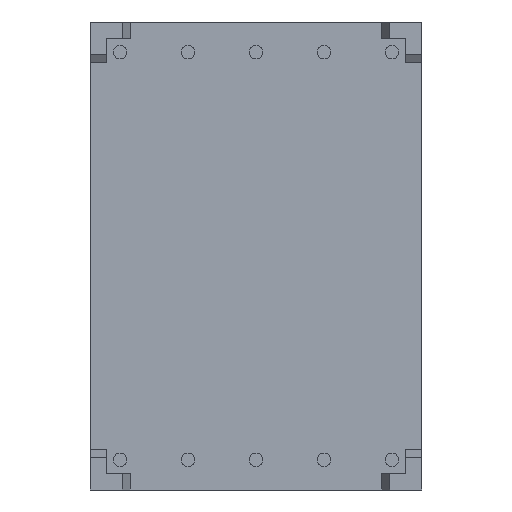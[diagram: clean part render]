
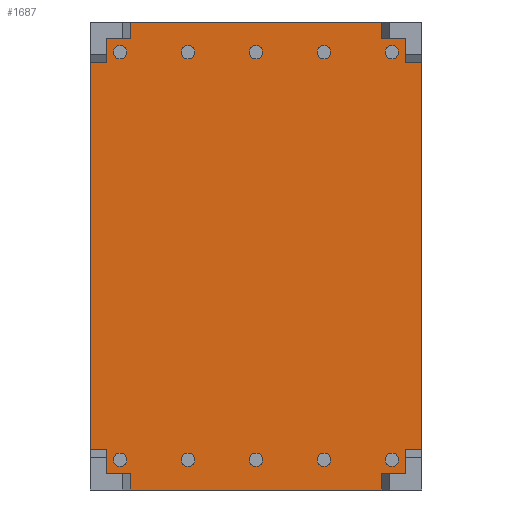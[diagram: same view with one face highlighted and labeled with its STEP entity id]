
A CAD part, front view. The second image highlights one B-rep face of the part: STEP entity #1687.
In plain terms, the highlighted planar face has unit normal (0, -1, 0).
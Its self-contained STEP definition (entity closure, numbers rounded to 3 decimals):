
#88=FACE_OUTER_BOUND('',#203,.T.);
#203=EDGE_LOOP('',(#1134,#1135,#1136,#1137,#1138,#1139,#1140,#1141,#1142,
#1143,#1144,#1145,#1146,#1147,#1148,#1149,#1150,#1151,#1152,#1153));
#316=LINE('',#2459,#525);
#321=LINE('',#2468,#530);
#328=LINE('',#2484,#537);
#330=LINE('',#2488,#539);
#331=LINE('',#2489,#540);
#332=LINE('',#2491,#541);
#333=LINE('',#2493,#542);
#334=LINE('',#2495,#543);
#335=LINE('',#2497,#544);
#336=LINE('',#2499,#545);
#337=LINE('',#2501,#546);
#338=LINE('',#2503,#547);
#339=LINE('',#2505,#548);
#340=LINE('',#2507,#549);
#341=LINE('',#2509,#550);
#342=LINE('',#2511,#551);
#343=LINE('',#2513,#552);
#344=LINE('',#2515,#553);
#345=LINE('',#2517,#554);
#346=LINE('',#2518,#555);
#525=VECTOR('',#1973,10.);
#530=VECTOR('',#1980,10.);
#537=VECTOR('',#1989,10.);
#539=VECTOR('',#1993,10.);
#540=VECTOR('',#1994,10.);
#541=VECTOR('',#1995,10.);
#542=VECTOR('',#1996,10.);
#543=VECTOR('',#1997,10.);
#544=VECTOR('',#1998,10.);
#545=VECTOR('',#1999,10.);
#546=VECTOR('',#2000,10.);
#547=VECTOR('',#2001,10.);
#548=VECTOR('',#2002,10.);
#549=VECTOR('',#2003,10.);
#550=VECTOR('',#2004,10.);
#551=VECTOR('',#2005,10.);
#552=VECTOR('',#2006,10.);
#553=VECTOR('',#2007,10.);
#554=VECTOR('',#2008,10.);
#555=VECTOR('',#2009,10.);
#733=VERTEX_POINT('',#2455);
#735=VERTEX_POINT('',#2458);
#737=VERTEX_POINT('',#2464);
#745=VERTEX_POINT('',#2481);
#746=VERTEX_POINT('',#2483);
#747=VERTEX_POINT('',#2487);
#748=VERTEX_POINT('',#2490);
#749=VERTEX_POINT('',#2492);
#750=VERTEX_POINT('',#2494);
#751=VERTEX_POINT('',#2496);
#752=VERTEX_POINT('',#2498);
#753=VERTEX_POINT('',#2500);
#754=VERTEX_POINT('',#2502);
#755=VERTEX_POINT('',#2504);
#756=VERTEX_POINT('',#2506);
#757=VERTEX_POINT('',#2508);
#758=VERTEX_POINT('',#2510);
#759=VERTEX_POINT('',#2512);
#760=VERTEX_POINT('',#2514);
#761=VERTEX_POINT('',#2516);
#888=EDGE_CURVE('',#735,#733,#316,.T.);
#893=EDGE_CURVE('',#737,#735,#321,.T.);
#900=EDGE_CURVE('',#746,#745,#328,.T.);
#902=EDGE_CURVE('',#733,#747,#330,.T.);
#903=EDGE_CURVE('',#747,#746,#331,.T.);
#904=EDGE_CURVE('',#745,#748,#332,.T.);
#905=EDGE_CURVE('',#748,#749,#333,.T.);
#906=EDGE_CURVE('',#749,#750,#334,.T.);
#907=EDGE_CURVE('',#750,#751,#335,.T.);
#908=EDGE_CURVE('',#751,#752,#336,.T.);
#909=EDGE_CURVE('',#752,#753,#337,.T.);
#910=EDGE_CURVE('',#753,#754,#338,.T.);
#911=EDGE_CURVE('',#754,#755,#339,.T.);
#912=EDGE_CURVE('',#755,#756,#340,.T.);
#913=EDGE_CURVE('',#756,#757,#341,.T.);
#914=EDGE_CURVE('',#757,#758,#342,.T.);
#915=EDGE_CURVE('',#758,#759,#343,.T.);
#916=EDGE_CURVE('',#759,#760,#344,.T.);
#917=EDGE_CURVE('',#760,#761,#345,.T.);
#918=EDGE_CURVE('',#761,#737,#346,.T.);
#1134=ORIENTED_EDGE('',*,*,#893,.T.);
#1135=ORIENTED_EDGE('',*,*,#888,.T.);
#1136=ORIENTED_EDGE('',*,*,#902,.T.);
#1137=ORIENTED_EDGE('',*,*,#903,.T.);
#1138=ORIENTED_EDGE('',*,*,#900,.T.);
#1139=ORIENTED_EDGE('',*,*,#904,.T.);
#1140=ORIENTED_EDGE('',*,*,#905,.T.);
#1141=ORIENTED_EDGE('',*,*,#906,.T.);
#1142=ORIENTED_EDGE('',*,*,#907,.T.);
#1143=ORIENTED_EDGE('',*,*,#908,.T.);
#1144=ORIENTED_EDGE('',*,*,#909,.T.);
#1145=ORIENTED_EDGE('',*,*,#910,.T.);
#1146=ORIENTED_EDGE('',*,*,#911,.T.);
#1147=ORIENTED_EDGE('',*,*,#912,.T.);
#1148=ORIENTED_EDGE('',*,*,#913,.T.);
#1149=ORIENTED_EDGE('',*,*,#914,.T.);
#1150=ORIENTED_EDGE('',*,*,#915,.T.);
#1151=ORIENTED_EDGE('',*,*,#916,.T.);
#1152=ORIENTED_EDGE('',*,*,#917,.T.);
#1153=ORIENTED_EDGE('',*,*,#918,.T.);
#1583=PLANE('',#1834);
#1687=ADVANCED_FACE('',(#88),#1583,.F.);
#1834=AXIS2_PLACEMENT_3D('',#2486,#1991,#1992);
#1973=DIRECTION('',(0.,0.,1.));
#1980=DIRECTION('',(-1.,0.,0.));
#1989=DIRECTION('',(-1.,0.,0.));
#1991=DIRECTION('center_axis',(0.,1.,0.));
#1992=DIRECTION('ref_axis',(1.,0.,0.));
#1993=DIRECTION('',(-1.,0.,0.));
#1994=DIRECTION('',(0.,0.,1.));
#1995=DIRECTION('',(0.,0.,-1.));
#1996=DIRECTION('',(-1.,0.,0.));
#1997=DIRECTION('',(0.,0.,-1.));
#1998=DIRECTION('',(-1.,0.,0.));
#1999=DIRECTION('',(0.,0.,-1.));
#2000=DIRECTION('',(1.,0.,0.));
#2001=DIRECTION('',(0.,0.,-1.));
#2002=DIRECTION('',(1.,0.,0.));
#2003=DIRECTION('',(0.,0.,-1.));
#2004=DIRECTION('',(1.,0.,0.));
#2005=DIRECTION('',(0.,0.,1.));
#2006=DIRECTION('',(1.,0.,0.));
#2007=DIRECTION('',(0.,0.,1.));
#2008=DIRECTION('',(1.,0.,0.));
#2009=DIRECTION('',(0.,0.,1.));
#2455=CARTESIAN_POINT('',(5.6,1.,8.15));
#2458=CARTESIAN_POINT('',(5.6,1.,7.25));
#2459=CARTESIAN_POINT('',(5.6,1.,4.));
#2464=CARTESIAN_POINT('',(6.2,1.,7.25));
#2468=CARTESIAN_POINT('',(3.1,1.,7.25));
#2481=CARTESIAN_POINT('',(-4.7,1.,8.75));
#2483=CARTESIAN_POINT('',(4.7,1.,8.75));
#2484=CARTESIAN_POINT('',(6.2,1.,8.75));
#2486=CARTESIAN_POINT('Origin',(0.,1.,0.));
#2487=CARTESIAN_POINT('',(4.7,1.,8.15));
#2488=CARTESIAN_POINT('',(2.725,1.,8.15));
#2489=CARTESIAN_POINT('',(4.7,1.,4.375));
#2490=CARTESIAN_POINT('',(-4.7,1.,8.15));
#2491=CARTESIAN_POINT('',(-4.7,1.,4.375));
#2492=CARTESIAN_POINT('',(-5.6,1.,8.15));
#2493=CARTESIAN_POINT('',(-2.725,1.,8.15));
#2494=CARTESIAN_POINT('',(-5.6,1.,7.25));
#2495=CARTESIAN_POINT('',(-5.6,1.,4.));
#2496=CARTESIAN_POINT('',(-6.2,1.,7.25));
#2497=CARTESIAN_POINT('',(-3.1,1.,7.25));
#2498=CARTESIAN_POINT('',(-6.2,1.,-7.25));
#2499=CARTESIAN_POINT('',(-6.2,1.,8.75));
#2500=CARTESIAN_POINT('',(-5.6,1.,-7.25));
#2501=CARTESIAN_POINT('',(-3.1,1.,-7.25));
#2502=CARTESIAN_POINT('',(-5.6,1.,-8.15));
#2503=CARTESIAN_POINT('',(-5.6,1.,-4.));
#2504=CARTESIAN_POINT('',(-4.7,1.,-8.15));
#2505=CARTESIAN_POINT('',(-2.725,1.,-8.15));
#2506=CARTESIAN_POINT('',(-4.7,1.,-8.75));
#2507=CARTESIAN_POINT('',(-4.7,1.,-4.375));
#2508=CARTESIAN_POINT('',(4.7,1.,-8.75));
#2509=CARTESIAN_POINT('',(-6.2,1.,-8.75));
#2510=CARTESIAN_POINT('',(4.7,1.,-8.15));
#2511=CARTESIAN_POINT('',(4.7,1.,-4.375));
#2512=CARTESIAN_POINT('',(5.6,1.,-8.15));
#2513=CARTESIAN_POINT('',(2.725,1.,-8.15));
#2514=CARTESIAN_POINT('',(5.6,1.,-7.25));
#2515=CARTESIAN_POINT('',(5.6,1.,-4.));
#2516=CARTESIAN_POINT('',(6.2,1.,-7.25));
#2517=CARTESIAN_POINT('',(3.1,1.,-7.25));
#2518=CARTESIAN_POINT('',(6.2,1.,-8.75));
